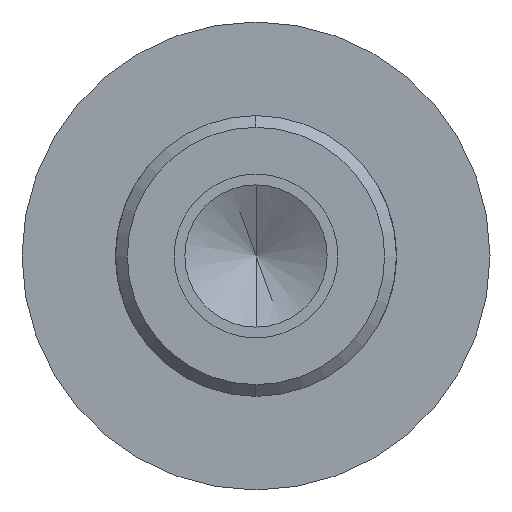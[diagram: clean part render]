
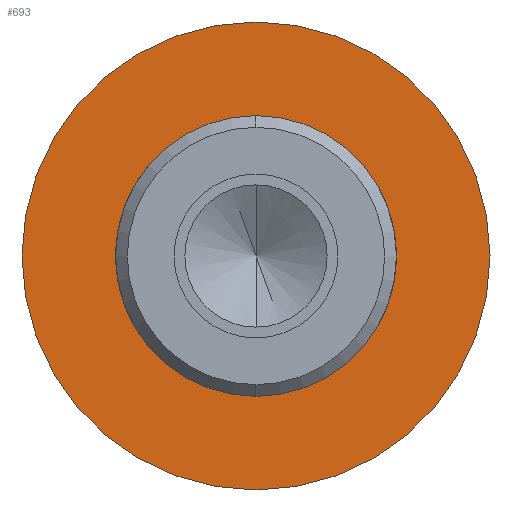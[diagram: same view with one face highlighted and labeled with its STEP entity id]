
A CAD part, left-side view. The second image highlights one B-rep face of the part: STEP entity #693.
In plain terms, the highlighted planar face has unit normal (-1, 0, 0).
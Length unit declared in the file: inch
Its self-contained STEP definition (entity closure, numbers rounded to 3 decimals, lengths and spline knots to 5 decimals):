
#172=CARTESIAN_POINT('',(1.625,0.,0.625));
#173=VERTEX_POINT('',#172);
#180=CARTESIAN_POINT('',(1.625,0.,-0.625));
#181=VERTEX_POINT('',#180);
#182=CARTESIAN_POINT('',(1.625,0.,0.));
#183=DIRECTION('',(1.0,0.0,0.0));
#184=DIRECTION('',(0.0,0.0,1.0));
#185=AXIS2_PLACEMENT_3D('',#182,#183,#184);
#186=CIRCLE('',#185,0.625);
#187=EDGE_CURVE('',#173,#181,#186,.T.);
#215=CARTESIAN_POINT('',(1.625,0.,0.375));
#216=VERTEX_POINT('',#215);
#232=CARTESIAN_POINT('',(1.625,0.,-0.375));
#233=VERTEX_POINT('',#232);
#240=CARTESIAN_POINT('',(1.625,0.,0.));
#241=DIRECTION('',(1.0,0.0,0.0));
#242=DIRECTION('',(0.0,0.0,1.0));
#243=AXIS2_PLACEMENT_3D('',#240,#241,#242);
#244=CIRCLE('',#243,0.375);
#245=EDGE_CURVE('',#216,#233,#244,.T.);
#656=CARTESIAN_POINT('',(1.625,0.,0.));
#657=DIRECTION('',(1.0,0.0,0.0));
#658=DIRECTION('',(0.0,0.0,1.0));
#659=AXIS2_PLACEMENT_3D('',#656,#657,#658);
#660=CIRCLE('',#659,0.375);
#661=EDGE_CURVE('',#233,#216,#660,.T.);
#674=CARTESIAN_POINT('',(1.625,0.,0.5));
#675=DIRECTION('',(-1.0,0.0,0.0));
#676=DIRECTION('',(0.0,-1.0,0.0));
#677=AXIS2_PLACEMENT_3D('',#674,#675,#676);
#678=PLANE('',#677);
#679=ORIENTED_EDGE('',*,*,#187,.F.);
#680=CARTESIAN_POINT('',(1.625,0.,0.));
#681=DIRECTION('',(1.0,0.0,0.0));
#682=DIRECTION('',(0.0,0.0,1.0));
#683=AXIS2_PLACEMENT_3D('',#680,#681,#682);
#684=CIRCLE('',#683,0.625);
#685=EDGE_CURVE('',#181,#173,#684,.T.);
#686=ORIENTED_EDGE('',*,*,#685,.F.);
#687=EDGE_LOOP('',(#679,#686));
#688=FACE_OUTER_BOUND('',#687,.T.);
#689=ORIENTED_EDGE('',*,*,#245,.T.);
#690=ORIENTED_EDGE('',*,*,#661,.T.);
#691=EDGE_LOOP('',(#689,#690));
#692=FACE_BOUND('',#691,.T.);
#693=ADVANCED_FACE('',(#688,#692),#678,.T.);
